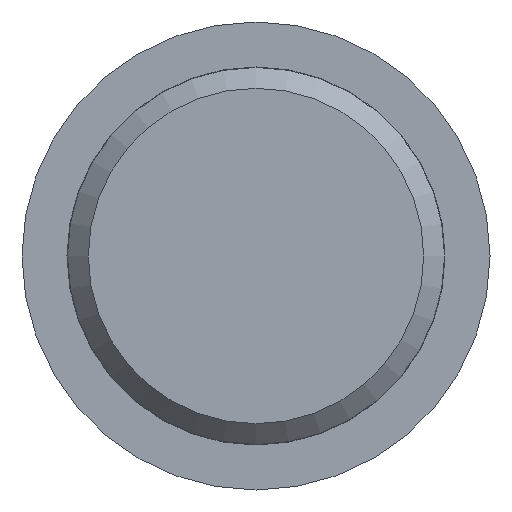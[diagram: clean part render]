
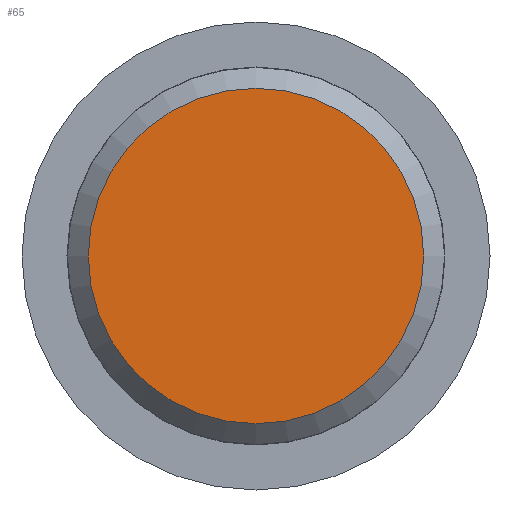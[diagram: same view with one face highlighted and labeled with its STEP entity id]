
A CAD part, front view. The second image highlights one B-rep face of the part: STEP entity #65.
In plain terms, the highlighted planar face has unit normal (0, -1, 0).
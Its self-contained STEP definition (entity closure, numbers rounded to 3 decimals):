
#65 = ADVANCED_FACE( '', ( #139 ), #140, .F. );
#139 = FACE_OUTER_BOUND( '', #216, .T. );
#140 = PLANE( '', #217 );
#216 = EDGE_LOOP( '', ( #329 ) );
#217 = AXIS2_PLACEMENT_3D( '', #330, #331, #332 );
#329 = ORIENTED_EDGE( '', *, *, #448, .T. );
#330 = CARTESIAN_POINT( '', ( 9.316, -14., 0. ) );
#331 = DIRECTION( '', ( 0., 1., 0. ) );
#332 = DIRECTION( '', ( 0., 0., 1. ) );
#448 = EDGE_CURVE( '', #528, #528, #529, .T. );
#528 = VERTEX_POINT( '', #657 );
#529 = CIRCLE( '', #658, 9.316 );
#657 = CARTESIAN_POINT( '', ( 0., -14., -9.316 ) );
#658 = AXIS2_PLACEMENT_3D( '', #763, #764, #765 );
#763 = CARTESIAN_POINT( '', ( 0., -14., 0. ) );
#764 = DIRECTION( '', ( 0., -1., 0. ) );
#765 = DIRECTION( '', ( 0., 0., -1. ) );
